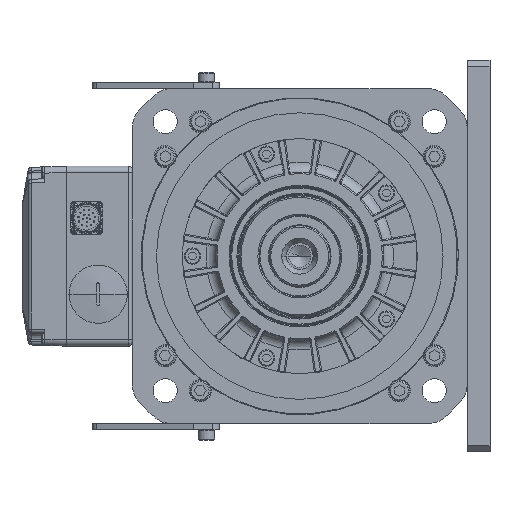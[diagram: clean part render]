
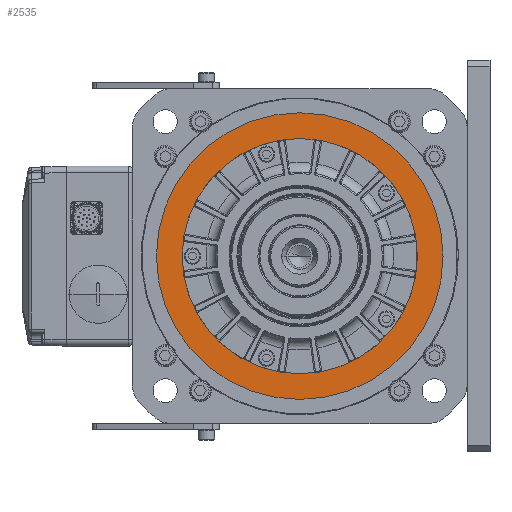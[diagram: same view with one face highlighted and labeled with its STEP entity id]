
A CAD part, left-side view. The second image highlights one B-rep face of the part: STEP entity #2535.
In plain terms, the highlighted planar face has unit normal (-1, 0, 0).
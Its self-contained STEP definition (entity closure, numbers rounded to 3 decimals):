
#968=CARTESIAN_POINT('',(112.02,0.,0.));
#969=DIRECTION('',(-1.,0.,0.));
#970=DIRECTION('',(0.,-1.,0.));
#971=AXIS2_PLACEMENT_3D('',#968,#969,#970);
#977=CARTESIAN_POINT('',(112.02,0.,0.));
#978=DIRECTION('',(1.,0.,0.));
#979=DIRECTION('',(0.,-1.,0.));
#980=AXIS2_PLACEMENT_3D('',#977,#978,#979);
#986=CARTESIAN_POINT('',(112.02,0.,0.));
#987=DIRECTION('',(-1.,0.,0.));
#988=DIRECTION('',(0.,-1.,0.));
#989=AXIS2_PLACEMENT_3D('',#986,#987,#988);
#991=CARTESIAN_POINT('',(112.02,0.,0.));
#992=DIRECTION('',(1.,0.,0.));
#993=DIRECTION('',(0.,-1.,0.));
#994=AXIS2_PLACEMENT_3D('',#991,#992,#993);
#2131=CARTESIAN_POINT('',(112.02,-92.75,0.));
#2133=VERTEX_POINT('',#2131);
#2135=CARTESIAN_POINT('',(112.02,92.75,0.));
#2137=VERTEX_POINT('',#2135);
#2138=CARTESIAN_POINT('',(112.02,-113.,0.));
#2139=CARTESIAN_POINT('',(112.02,113.,0.));
#2140=VERTEX_POINT('',#2138);
#2141=VERTEX_POINT('',#2139);
#2520=CARTESIAN_POINT('',(112.02,0.,0.));
#2521=DIRECTION('',(-1.,0.,0.));
#2522=DIRECTION('',(0.,-1.,0.));
#2523=AXIS2_PLACEMENT_3D('',#2520,#2521,#2522);
#2524=PLANE('',#2523);
#2525=ORIENTED_EDGE('',*,*,#2514,.T.);
#2526=ORIENTED_EDGE('',*,*,#2500,.F.);
#2527=EDGE_LOOP('',(#2525,#2526));
#2528=FACE_OUTER_BOUND('',#2527,.F.);
#2530=ORIENTED_EDGE('',*,*,#2529,.T.);
#2532=ORIENTED_EDGE('',*,*,#2531,.F.);
#2533=EDGE_LOOP('',(#2530,#2532));
#2534=FACE_BOUND('',#2533,.F.);
#2535=ADVANCED_FACE('',(#2528,#2534),#2524,.T.);
#972=CIRCLE('',#971,113.);
#981=CIRCLE('',#980,113.);
#990=CIRCLE('',#989,92.75);
#995=CIRCLE('',#994,92.75);
#2500=EDGE_CURVE('',#2140,#2141,#972,.T.);
#2514=EDGE_CURVE('',#2140,#2141,#981,.T.);
#2529=EDGE_CURVE('',#2133,#2137,#990,.T.);
#2531=EDGE_CURVE('',#2133,#2137,#995,.T.);
